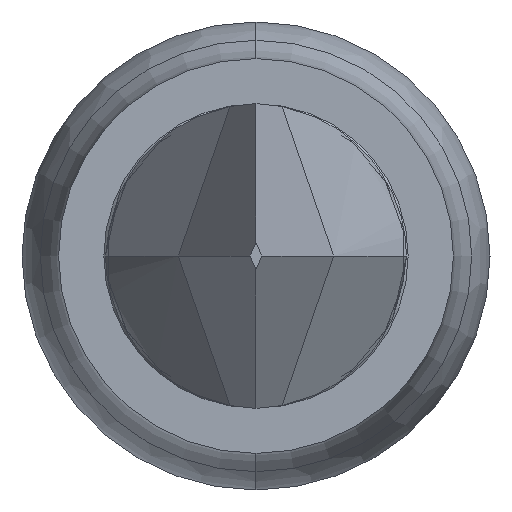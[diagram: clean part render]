
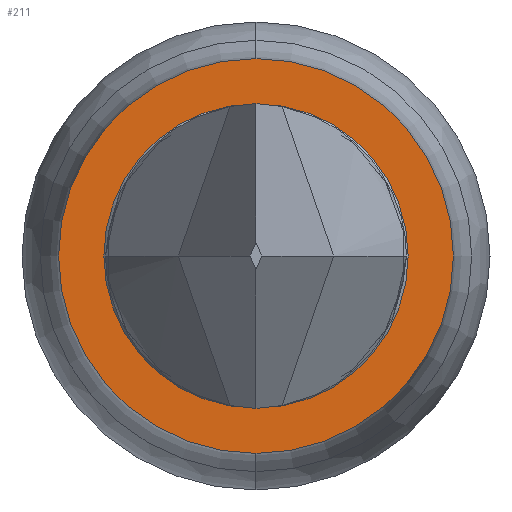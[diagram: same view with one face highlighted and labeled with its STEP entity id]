
A CAD part, left-side view. The second image highlights one B-rep face of the part: STEP entity #211.
In plain terms, the highlighted planar face has unit normal (-1, 0, 0).
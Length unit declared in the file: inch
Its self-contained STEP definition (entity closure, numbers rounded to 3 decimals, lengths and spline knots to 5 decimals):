
#1 = FACE_BOUND ( 'NONE', #675, .T. ) ;
#5 = EDGE_CURVE ( 'NONE', #88, #574, #1588, .T. ) ;
#75 = VERTEX_POINT ( 'NONE', #836 ) ;
#88 = VERTEX_POINT ( 'NONE', #1251 ) ;
#159 = ORIENTED_EDGE ( 'NONE', *, *, #1598, .T. ) ;
#211 = ADVANCED_FACE ( 'NONE', ( #1, #1288 ), #1110, .F. ) ;
#219 = ORIENTED_EDGE ( 'NONE', *, *, #538, .T. ) ;
#484 = CARTESIAN_POINT ( 'NONE',  ( 0., 0., -0.0079 ) ) ;
#538 = EDGE_CURVE ( 'NONE', #75, #1431, #810, .T. ) ;
#539 = CARTESIAN_POINT ( 'NONE',  ( 0., 0., 0. ) ) ;
#574 = VERTEX_POINT ( 'NONE', #1659 ) ;
#635 = CARTESIAN_POINT ( 'NONE',  ( 0., 0., 0. ) ) ;
#646 = DIRECTION ( 'NONE',  ( 0., 0., 1. ) ) ;
#675 = EDGE_LOOP ( 'NONE', ( #809, #219 ) ) ;
#781 = DIRECTION ( 'NONE',  ( -1., 0., 0. ) ) ;
#809 = ORIENTED_EDGE ( 'NONE', *, *, #1627, .T. ) ;
#810 = CIRCLE ( 'NONE', #838, 0.0079 ) ;
#836 = CARTESIAN_POINT ( 'NONE',  ( 0., 0., 0.0079 ) ) ;
#838 = AXIS2_PLACEMENT_3D ( 'NONE', #1392, #1448, #1405 ) ;
#931 = AXIS2_PLACEMENT_3D ( 'NONE', #1053, #1677, #1672 ) ;
#1053 = CARTESIAN_POINT ( 'NONE',  ( 0., 0.0125, 0. ) ) ;
#1108 = EDGE_LOOP ( 'NONE', ( #1222, #159 ) ) ;
#1110 = PLANE ( 'NONE',  #931 ) ;
#1118 = AXIS2_PLACEMENT_3D ( 'NONE', #635, #781, #646 ) ;
#1222 = ORIENTED_EDGE ( 'NONE', *, *, #5, .T. ) ;
#1251 = CARTESIAN_POINT ( 'NONE',  ( 0., 0., 0.01025 ) ) ;
#1288 = FACE_OUTER_BOUND ( 'NONE', #1108, .T. ) ;
#1333 = DIRECTION ( 'NONE',  ( -1., 0., 0. ) ) ;
#1338 = DIRECTION ( 'NONE',  ( 0., 0., 1. ) ) ;
#1392 = CARTESIAN_POINT ( 'NONE',  ( 0., 0., 0. ) ) ;
#1405 = DIRECTION ( 'NONE',  ( 0., 0., -1. ) ) ;
#1431 = VERTEX_POINT ( 'NONE', #484 ) ;
#1448 = DIRECTION ( 'NONE',  ( 1., 0., 0. ) ) ;
#1458 = CIRCLE ( 'NONE', #1622, 0.01025 ) ;
#1479 = AXIS2_PLACEMENT_3D ( 'NONE', #1481, #1487, #1495 ) ;
#1481 = CARTESIAN_POINT ( 'NONE',  ( 0., 0., 0. ) ) ;
#1487 = DIRECTION ( 'NONE',  ( 1., 0., 0. ) ) ;
#1495 = DIRECTION ( 'NONE',  ( 0., 0., -1. ) ) ;
#1588 = CIRCLE ( 'NONE', #1118, 0.01025 ) ;
#1598 = EDGE_CURVE ( 'NONE', #574, #88, #1458, .T. ) ;
#1622 = AXIS2_PLACEMENT_3D ( 'NONE', #539, #1333, #1338 ) ;
#1627 = EDGE_CURVE ( 'NONE', #1431, #75, #1698, .T. ) ;
#1659 = CARTESIAN_POINT ( 'NONE',  ( 0., 0., -0.01025 ) ) ;
#1672 = DIRECTION ( 'NONE',  ( 0., 0., -1. ) ) ;
#1677 = DIRECTION ( 'NONE',  ( 1., 0., 0. ) ) ;
#1698 = CIRCLE ( 'NONE', #1479, 0.0079 ) ;
